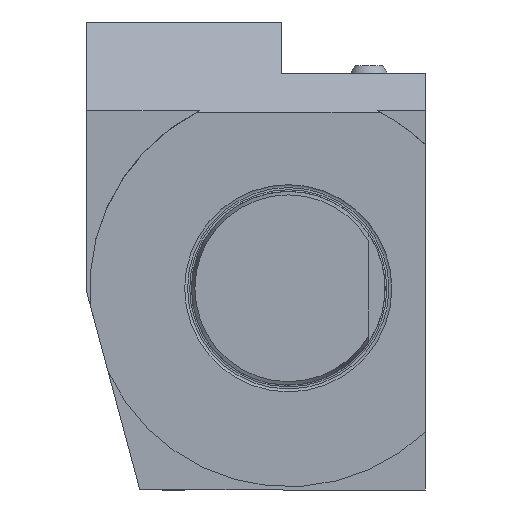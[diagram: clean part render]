
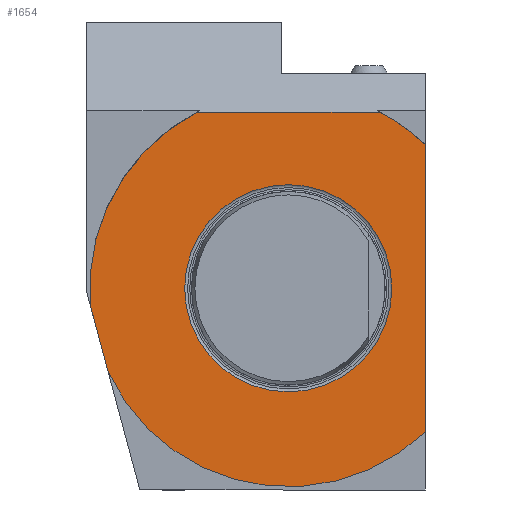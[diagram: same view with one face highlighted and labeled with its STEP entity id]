
A CAD part, front view. The second image highlights one B-rep face of the part: STEP entity #1654.
In plain terms, the highlighted planar face has unit normal (0, -1, 0).
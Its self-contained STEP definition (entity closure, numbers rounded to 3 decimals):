
#330 = DIRECTION ( 'NONE',  ( 0., 0., 1. ) ) ;
#593 = DIRECTION ( 'NONE',  ( 0., 1., 0. ) ) ;
#789 = CARTESIAN_POINT ( 'NONE',  ( 0., 0., 0. ) ) ;
#1159 = CARTESIAN_POINT ( 'NONE',  ( -61.244, 0., -5.61 ) ) ;
#1174 = EDGE_CURVE ( 'NONE', #18705, #14103, #13120, .T. ) ;
#1267 = CIRCLE ( 'NONE', #3227, 61.5 ) ;
#1654 = ADVANCED_FACE ( 'Defeature completata2_3', ( #14259, #2123 ), #9588, .T. ) ;
#1664 = CARTESIAN_POINT ( 'NONE',  ( 0., 0., 0. ) ) ;
#2123 = FACE_BOUND ( 'NONE', #5960, .T. ) ;
#2253 = EDGE_CURVE ( 'NONE', #3498, #18705, #19983, .T. ) ;
#2304 = ORIENTED_EDGE ( 'NONE', *, *, #11324, .F. ) ;
#2601 = VECTOR ( 'NONE', #330, 1000. ) ;
#3148 = EDGE_CURVE ( 'NONE', #20070, #7536, #10430, .T. ) ;
#3177 = CARTESIAN_POINT ( 'NONE',  ( 42.5, 0., 0. ) ) ;
#3227 = AXIS2_PLACEMENT_3D ( 'NONE', #789, #593, #3751 ) ;
#3498 = VERTEX_POINT ( 'NONE', #4024 ) ;
#3751 = DIRECTION ( 'NONE',  ( -1., 0., 0. ) ) ;
#3827 = EDGE_CURVE ( 'NONE', #19781, #14103, #4971, .T. ) ;
#4024 = CARTESIAN_POINT ( 'NONE',  ( -28.496, 0., 54.5 ) ) ;
#4130 = CIRCLE ( 'NONE', #9956, 61.5 ) ;
#4971 = LINE ( 'NONE', #3177, #2601 ) ;
#5256 = CARTESIAN_POINT ( 'NONE',  ( 42.5, 0., -44.452 ) ) ;
#5407 = CIRCLE ( 'NONE', #11887, 32.095 ) ;
#5588 = EDGE_CURVE ( 'NONE', #20070, #3498, #4130, .T. ) ;
#5960 = EDGE_LOOP ( 'NONE', ( #2304 ) ) ;
#5966 = CARTESIAN_POINT ( 'NONE',  ( 0., 0., 0. ) ) ;
#5994 = EDGE_CURVE ( 'NONE', #19781, #7536, #1267, .T. ) ;
#6382 = AXIS2_PLACEMENT_3D ( 'NONE', #10699, #8040, #13922 ) ;
#6534 = CARTESIAN_POINT ( 'NONE',  ( 42.5, 0., 44.452 ) ) ;
#6579 = CARTESIAN_POINT ( 'NONE',  ( -32.15, 0., 0. ) ) ;
#7536 = VERTEX_POINT ( 'NONE', #13768 ) ;
#7686 = AXIS2_PLACEMENT_3D ( 'NONE', #6579, #12734, #18956 ) ;
#7777 = DIRECTION ( 'NONE',  ( 0., -1., 0. ) ) ;
#8040 = DIRECTION ( 'NONE',  ( 0., 1., 0. ) ) ;
#9290 = DIRECTION ( 'NONE',  ( 1., 0., 0. ) ) ;
#9588 = PLANE ( 'NONE',  #7686 ) ;
#9956 = AXIS2_PLACEMENT_3D ( 'NONE', #1664, #15719, #14003 ) ;
#10430 = LINE ( 'NONE', #10632, #16810 ) ;
#10537 = ORIENTED_EDGE ( 'NONE', *, *, #3148, .T. ) ;
#10632 = CARTESIAN_POINT ( 'NONE',  ( -60.697, 0., -7.649 ) ) ;
#10699 = CARTESIAN_POINT ( 'NONE',  ( 0., 0., 0. ) ) ;
#10742 = CARTESIAN_POINT ( 'NONE',  ( -172.5, 0., 54.5 ) ) ;
#11324 = EDGE_CURVE ( 'NONE', #17270, #17270, #5407, .T. ) ;
#11412 = ORIENTED_EDGE ( 'NONE', *, *, #5588, .F. ) ;
#11887 = AXIS2_PLACEMENT_3D ( 'NONE', #5966, #7777, #13638 ) ;
#12734 = DIRECTION ( 'NONE',  ( 0., -1., 0. ) ) ;
#13120 = CIRCLE ( 'NONE', #6382, 61.5 ) ;
#13638 = DIRECTION ( 'NONE',  ( 1., 0., 0. ) ) ;
#13652 = EDGE_LOOP ( 'NONE', ( #17521, #11412, #10537, #16172, #14420, #18334 ) ) ;
#13768 = CARTESIAN_POINT ( 'NONE',  ( -55.844, 0., -25.763 ) ) ;
#13922 = DIRECTION ( 'NONE',  ( -1., 0., 0. ) ) ;
#14003 = DIRECTION ( 'NONE',  ( -1., 0., 0. ) ) ;
#14103 = VERTEX_POINT ( 'NONE', #6534 ) ;
#14259 = FACE_OUTER_BOUND ( 'NONE', #13652, .T. ) ;
#14420 = ORIENTED_EDGE ( 'NONE', *, *, #3827, .T. ) ;
#14774 = DIRECTION ( 'NONE',  ( 0.259, 0., -0.966 ) ) ;
#15719 = DIRECTION ( 'NONE',  ( 0., 1., 0. ) ) ;
#16172 = ORIENTED_EDGE ( 'NONE', *, *, #5994, .F. ) ;
#16810 = VECTOR ( 'NONE', #14774, 1000. ) ;
#17173 = CARTESIAN_POINT ( 'NONE',  ( 32.095, 0., 0. ) ) ;
#17270 = VERTEX_POINT ( 'NONE', #17173 ) ;
#17521 = ORIENTED_EDGE ( 'NONE', *, *, #2253, .F. ) ;
#18334 = ORIENTED_EDGE ( 'NONE', *, *, #1174, .F. ) ;
#18338 = CARTESIAN_POINT ( 'NONE',  ( 28.496, 0., 54.5 ) ) ;
#18705 = VERTEX_POINT ( 'NONE', #18338 ) ;
#18956 = DIRECTION ( 'NONE',  ( 1., 0., 0. ) ) ;
#19371 = VECTOR ( 'NONE', #9290, 1000. ) ;
#19781 = VERTEX_POINT ( 'NONE', #5256 ) ;
#19983 = LINE ( 'NONE', #10742, #19371 ) ;
#20070 = VERTEX_POINT ( 'NONE', #1159 ) ;
